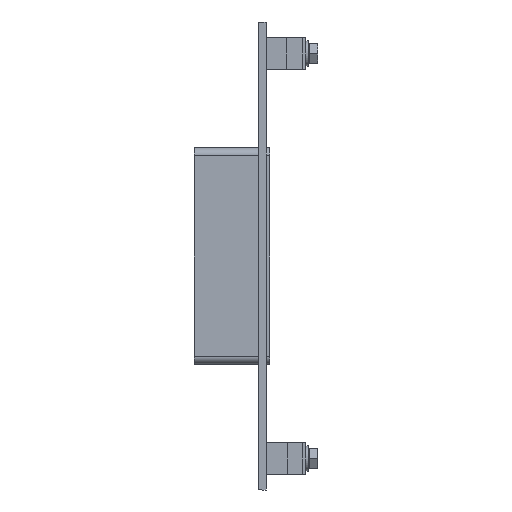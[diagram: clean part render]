
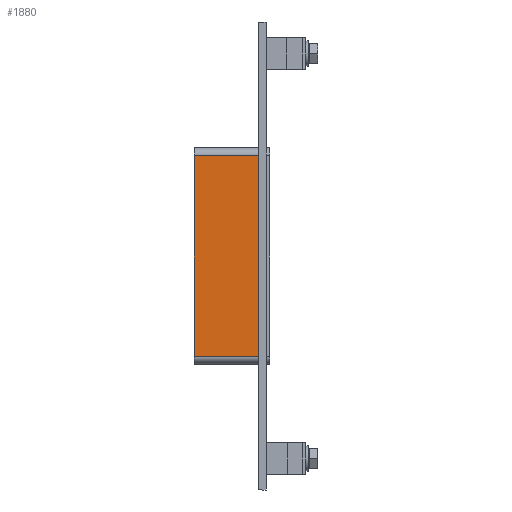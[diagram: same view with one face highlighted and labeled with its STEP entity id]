
A CAD part, left-side view. The second image highlights one B-rep face of the part: STEP entity #1880.
In plain terms, the highlighted planar face has unit normal (-1, 0, 0).
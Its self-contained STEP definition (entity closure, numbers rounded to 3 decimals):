
#1303=CARTESIAN_POINT('',(-392.5,6.,79.75));
#1304=VERTEX_POINT('',#1303);
#1314=CARTESIAN_POINT('',(-392.5,6.,-79.75));
#1315=VERTEX_POINT('',#1314);
#1316=CARTESIAN_POINT('',(-392.5,6.,-79.75));
#1317=DIRECTION('',(0.0,0.0,1.0));
#1318=VECTOR('',#1317,159.5);
#1319=LINE('',#1316,#1318);
#1320=EDGE_CURVE('',#1315,#1304,#1319,.T.);
#1789=CARTESIAN_POINT('',(-392.5,57.0,-79.75));
#1790=VERTEX_POINT('',#1789);
#1791=CARTESIAN_POINT('',(-392.5,6.,-79.75));
#1792=DIRECTION('',(0.0,1.0,0.0));
#1793=VECTOR('',#1792,51.0);
#1794=LINE('',#1791,#1793);
#1795=EDGE_CURVE('',#1315,#1790,#1794,.T.);
#1857=CARTESIAN_POINT('',(-392.5,0.0,-85.75));
#1858=DIRECTION('',(-1.0,0.0,0.0));
#1859=DIRECTION('',(0.0,0.0,1.0));
#1860=AXIS2_PLACEMENT_3D('',#1857,#1858,#1859);
#1861=PLANE('',#1860);
#1862=ORIENTED_EDGE('',*,*,#1320,.T.);
#1863=CARTESIAN_POINT('',(-392.5,57.0,79.75));
#1864=VERTEX_POINT('',#1863);
#1865=CARTESIAN_POINT('',(-392.5,57.0,79.75));
#1866=DIRECTION('',(0.0,-1.0,0.0));
#1867=VECTOR('',#1866,51.0);
#1868=LINE('',#1865,#1867);
#1869=EDGE_CURVE('',#1864,#1304,#1868,.T.);
#1870=ORIENTED_EDGE('',*,*,#1869,.F.);
#1871=CARTESIAN_POINT('',(-392.5,57.0,-79.75));
#1872=DIRECTION('',(0.0,0.0,1.0));
#1873=VECTOR('',#1872,159.5);
#1874=LINE('',#1871,#1873);
#1875=EDGE_CURVE('',#1790,#1864,#1874,.T.);
#1876=ORIENTED_EDGE('',*,*,#1875,.F.);
#1877=ORIENTED_EDGE('',*,*,#1795,.F.);
#1878=EDGE_LOOP('',(#1862,#1870,#1876,#1877));
#1879=FACE_OUTER_BOUND('',#1878,.T.);
#1880=ADVANCED_FACE('',(#1879),#1861,.T.);
